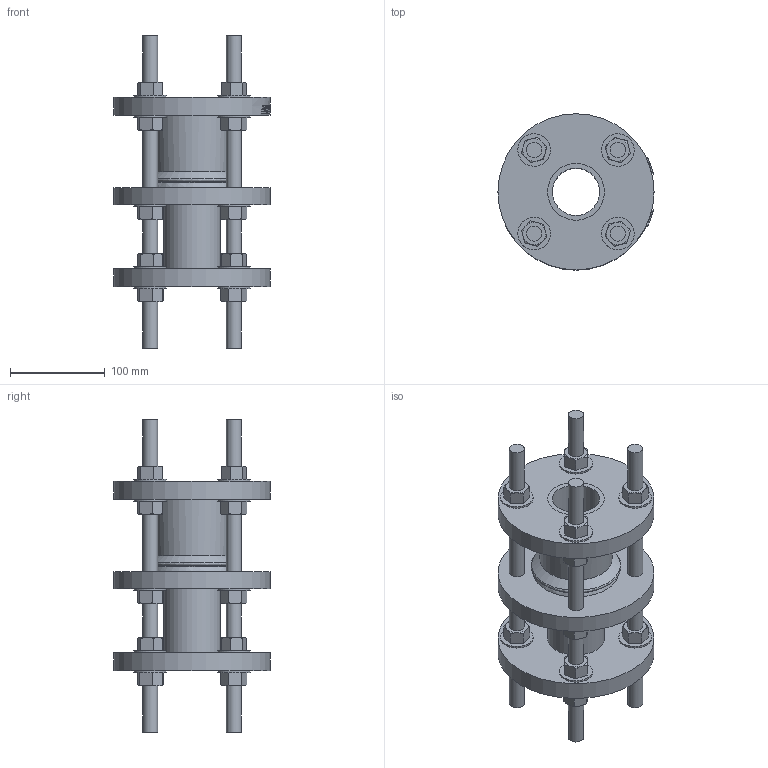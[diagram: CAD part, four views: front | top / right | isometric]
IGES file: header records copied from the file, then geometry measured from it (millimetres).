
Start section: SolidWorks IGES file using analytic representation for surfaces
Global section: file name: O_265_50_DN0050_1X_AA1.igs; native system: SolidWorks 2012; preprocessor: SolidWorks 2012; author: pbm; date: 171025.102441; units: inch
Bounding box: 165 x 165 x 330 mm (x, y, z)
Surface area: 268022.4 mm2 (no closed solid volume)
Topology: 0 solids, 0 shells, 425 faces, 1930 edges, 1842 vertices
Faces by surface type: bspline 249, revolution 176
